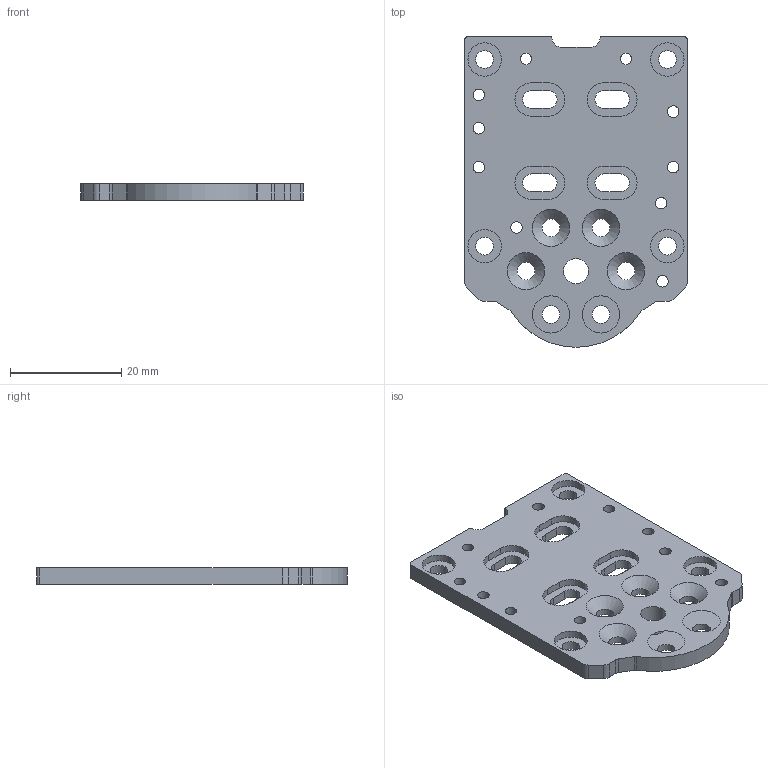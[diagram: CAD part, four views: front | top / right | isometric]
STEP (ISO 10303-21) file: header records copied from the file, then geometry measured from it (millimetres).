
FILE_DESCRIPTION(/* description */ (''),/* implementation_level */ '2;1');
FILE_NAME(/* name */ 'Vzbot Chube Top Plate Milled.step',/* time_stamp */ '2024-05-19T23:44:26-04:00',/* author */ (''),/* organization */ (''),/* preprocessor_version */ 'ST-DEVELOPER v20',/* originating_system */ 'Autodesk Translation Framework v13.14.0.145',/* authorisation */ '');
FILE_SCHEMA (('AUTOMOTIVE_DESIGN { 1 0 10303 214 3 1 1 }'));
Length unit declared in the file: millimetre
Products named in the file (1): Vz Chube Top Mount
Bounding box: 40 x 55.9 x 3 mm (x, y, z)
Volume: 5122.7 mm3; surface area: 4991 mm2
Topology: 1 solids, 1 shells, 99 faces, 261 edges, 172 vertices
Faces by surface type: cylinder 56, plane 37, cone 6
Full cylindrical faces by diameter (mm): 2.075 x10, 3.2 x10, 4.5 x1, 6 x4
Entity records: 3238 total; most frequent: DIRECTION 579, CARTESIAN_POINT 533, ORIENTED_EDGE 522, EDGE_CURVE 261, AXIS2_PLACEMENT_3D 218, VERTEX_POINT 172, EDGE_LOOP 157, LINE 143
